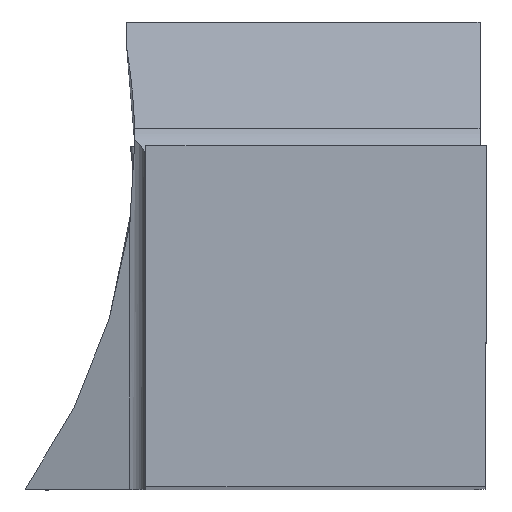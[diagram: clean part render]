
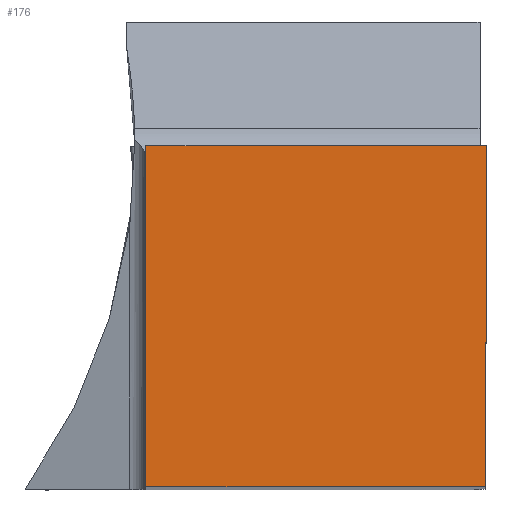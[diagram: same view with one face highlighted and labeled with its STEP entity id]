
A CAD part, top view. The second image highlights one B-rep face of the part: STEP entity #176.
In plain terms, the highlighted planar face has unit normal (0, 0, 1).
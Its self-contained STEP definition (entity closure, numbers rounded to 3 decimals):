
#121=PLANE('',#1472);
#176=ADVANCED_FACE('CU_BACK_SU1',(#253),#121,.F.);
#253=FACE_OUTER_BOUND('',#319,.T.);
#319=EDGE_LOOP('',(#791,#792,#793,#794));
#418=LINE('',#2113,#544);
#423=LINE('',#2147,#549);
#426=LINE('',#2153,#552);
#444=LINE('',#2216,#570);
#544=VECTOR('',#1622,1.);
#549=VECTOR('',#1635,1.);
#552=VECTOR('',#1640,1.);
#570=VECTOR('',#1682,1.);
#791=ORIENTED_EDGE('',*,*,#1218,.T.);
#792=ORIENTED_EDGE('',*,*,#1227,.T.);
#793=ORIENTED_EDGE('',*,*,#1230,.T.);
#794=ORIENTED_EDGE('',*,*,#1252,.F.);
#1086=VERTEX_POINT('',#2112);
#1087=VERTEX_POINT('',#2114);
#1092=VERTEX_POINT('',#2146);
#1094=VERTEX_POINT('',#2152);
#1218=EDGE_CURVE('',#1087,#1086,#418,.T.);
#1227=EDGE_CURVE('',#1086,#1092,#423,.T.);
#1230=EDGE_CURVE('',#1092,#1094,#426,.T.);
#1252=EDGE_CURVE('',#1087,#1094,#444,.T.);
#1472=AXIS2_PLACEMENT_3D('',#2217,#1683,#1684);
#1622=DIRECTION('',(1.,0.,0.));
#1635=DIRECTION('',(0.004,1.,0.));
#1640=DIRECTION('',(-1.,0.,0.));
#1682=DIRECTION('',(0.,1.,0.));
#1683=DIRECTION('',(0.,0.,-1.));
#1684=DIRECTION('',(0.,-1.,0.));
#2112=CARTESIAN_POINT('',(-0.109,0.,0.));
#2113=CARTESIAN_POINT('',(23.244,0.,0.));
#2114=CARTESIAN_POINT('',(-24.875,0.,0.));
#2146=CARTESIAN_POINT('',(0.,24.875,0.));
#2147=CARTESIAN_POINT('',(0.088,44.976,0.));
#2152=CARTESIAN_POINT('',(-24.875,24.875,0.));
#2153=CARTESIAN_POINT('',(23.244,24.875,0.));
#2216=CARTESIAN_POINT('',(-24.875,44.875,0.));
#2217=CARTESIAN_POINT('',(23.244,44.875,0.));
